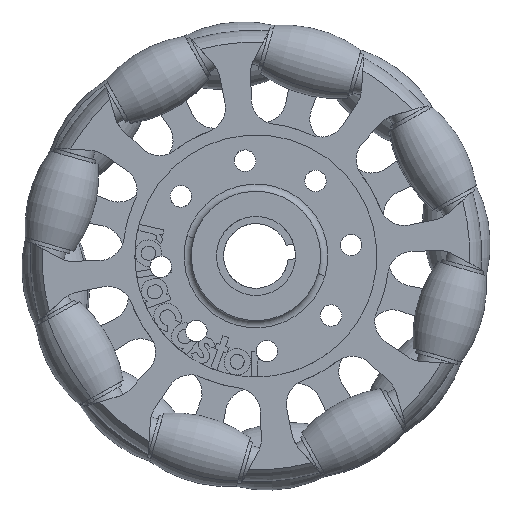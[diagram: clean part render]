
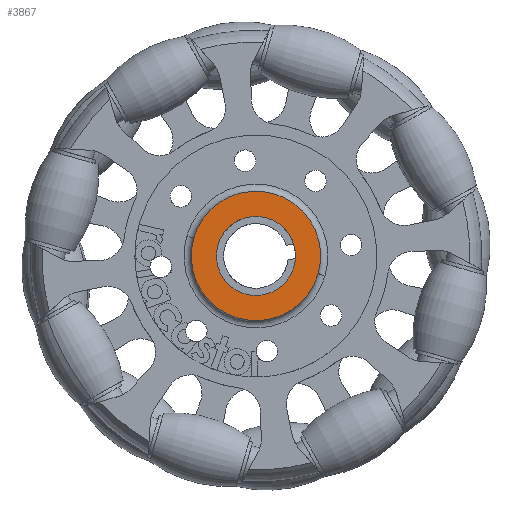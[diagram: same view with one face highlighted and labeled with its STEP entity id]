
A CAD part, front view. The second image highlights one B-rep face of the part: STEP entity #3867.
In plain terms, the highlighted planar face has unit normal (0, -1, 0).
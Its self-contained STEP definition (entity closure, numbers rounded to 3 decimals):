
#28 = DIRECTION ( 'NONE',  ( -0.961, 0., 0.275 ) ) ;
#618 = AXIS2_PLACEMENT_3D ( 'NONE', #7082, #5671, #28 ) ;
#3016 = CARTESIAN_POINT ( 'NONE',  ( 40.101, -167.132, 11.723 ) ) ;
#3826 = DIRECTION ( 'NONE',  ( -0.961, 0., 0.275 ) ) ;
#3867 = ADVANCED_FACE ( 'NONE', ( #9351, #14733 ), #3945, .T. ) ;
#3945 = PLANE ( 'NONE',  #11503 ) ;
#4165 = EDGE_CURVE ( 'NONE', #4284, #21997, #14140, .T. ) ;
#4284 = VERTEX_POINT ( 'NONE', #4563 ) ;
#4563 = CARTESIAN_POINT ( 'NONE',  ( 29.524, -167.132, 14.746 ) ) ;
#4656 = EDGE_LOOP ( 'NONE', ( #9881, #4892 ) ) ;
#4892 = ORIENTED_EDGE ( 'NONE', *, *, #9505, .T. ) ;
#5671 = DIRECTION ( 'NONE',  ( 0., -1., 0. ) ) ;
#5711 = DIRECTION ( 'NONE',  ( 0., -1., 0. ) ) ;
#5834 = DIRECTION ( 'NONE',  ( -0.961, 0., 0.275 ) ) ;
#6193 = VERTEX_POINT ( 'NONE', #6718 ) ;
#6675 = DIRECTION ( 'NONE',  ( -0.961, 0., 0.275 ) ) ;
#6718 = CARTESIAN_POINT ( 'NONE',  ( 57.407, -167.132, 6.775 ) ) ;
#6987 = CARTESIAN_POINT ( 'NONE',  ( 50.677, -167.132, 8.699 ) ) ;
#7082 = CARTESIAN_POINT ( 'NONE',  ( 40.101, -167.132, 11.723 ) ) ;
#8162 = AXIS2_PLACEMENT_3D ( 'NONE', #10885, #12526, #12770 ) ;
#8725 = EDGE_LOOP ( 'NONE', ( #15059, #12720 ) ) ;
#9351 = FACE_BOUND ( 'NONE', #8725, .T. ) ;
#9505 = EDGE_CURVE ( 'NONE', #14744, #6193, #13767, .T. ) ;
#9881 = ORIENTED_EDGE ( 'NONE', *, *, #22535, .T. ) ;
#10620 = CARTESIAN_POINT ( 'NONE',  ( 22.794, -167.132, 16.67 ) ) ;
#10885 = CARTESIAN_POINT ( 'NONE',  ( 40.101, -167.132, 11.723 ) ) ;
#11097 = CARTESIAN_POINT ( 'NONE',  ( 40.101, -167.132, 11.723 ) ) ;
#11503 = AXIS2_PLACEMENT_3D ( 'NONE', #11097, #5711, #5834 ) ;
#12526 = DIRECTION ( 'NONE',  ( 0., -1., 0. ) ) ;
#12655 = AXIS2_PLACEMENT_3D ( 'NONE', #3016, #13470, #6675 ) ;
#12720 = ORIENTED_EDGE ( 'NONE', *, *, #17867, .F. ) ;
#12770 = DIRECTION ( 'NONE',  ( -0.961, 0., 0.275 ) ) ;
#13199 = DIRECTION ( 'NONE',  ( 0., -1., 0. ) ) ;
#13470 = DIRECTION ( 'NONE',  ( 0., -1., 0. ) ) ;
#13746 = AXIS2_PLACEMENT_3D ( 'NONE', #16844, #13199, #3826 ) ;
#13767 = CIRCLE ( 'NONE', #12655, 18. ) ;
#14140 = CIRCLE ( 'NONE', #8162, 11. ) ;
#14483 = CIRCLE ( 'NONE', #618, 18. ) ;
#14733 = FACE_OUTER_BOUND ( 'NONE', #4656, .T. ) ;
#14744 = VERTEX_POINT ( 'NONE', #10620 ) ;
#15059 = ORIENTED_EDGE ( 'NONE', *, *, #4165, .F. ) ;
#16844 = CARTESIAN_POINT ( 'NONE',  ( 40.101, -167.132, 11.723 ) ) ;
#17867 = EDGE_CURVE ( 'NONE', #21997, #4284, #23106, .T. ) ;
#21997 = VERTEX_POINT ( 'NONE', #6987 ) ;
#22535 = EDGE_CURVE ( 'NONE', #6193, #14744, #14483, .T. ) ;
#23106 = CIRCLE ( 'NONE', #13746, 11. ) ;
